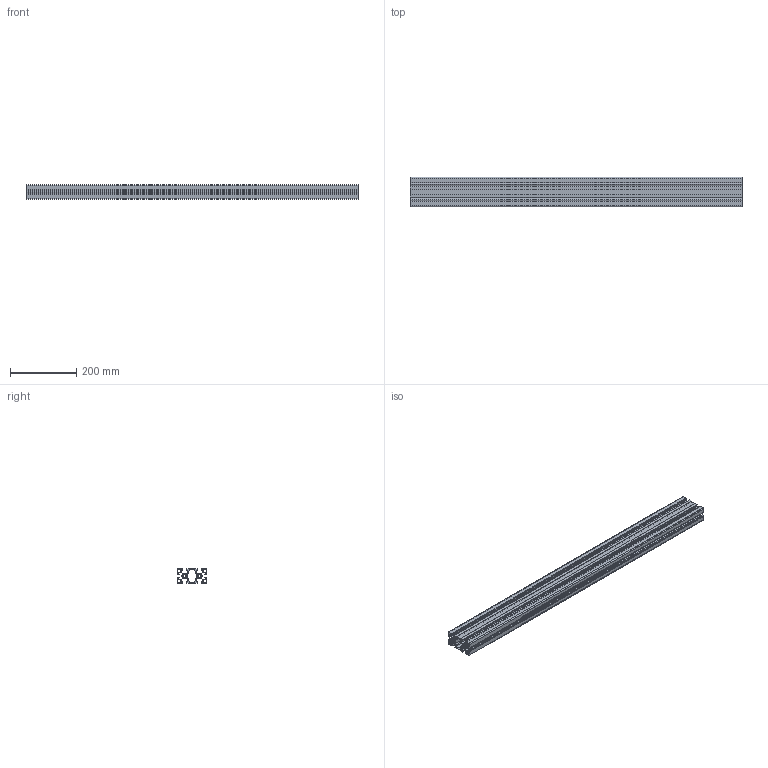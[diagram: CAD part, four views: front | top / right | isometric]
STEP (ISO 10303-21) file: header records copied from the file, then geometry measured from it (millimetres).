
FILE_DESCRIPTION((''),'2;1');
FILE_NAME('AR3066.stp','2016-07-13T12:16:02',('Envy'),(''),'Autodesk Inventor 2013','Autodesk Inventor 2013','');
FILE_SCHEMA(('AUTOMOTIVE_DESIGN { 1 0 10303 214 1 1 1 1 }'));
Length unit declared in the file: millimetre
Products named in the file (1): AR3066
Bounding box: 1000 x 90 x 45 mm (x, y, z)
Volume: 1194689.4 mm3; surface area: 942337.3 mm2
Topology: 1 solids, 1 shells, 396 faces, 1182 edges, 788 vertices
Faces by surface type: cylinder 226, plane 170
Entity records: 13539 total; most frequent: DIRECTION 2428, CARTESIAN_POINT 2367, ORIENTED_EDGE 2364, EDGE_CURVE 1182, AXIS2_PLACEMENT_3D 849, VERTEX_POINT 788, VECTOR 730, LINE 730
